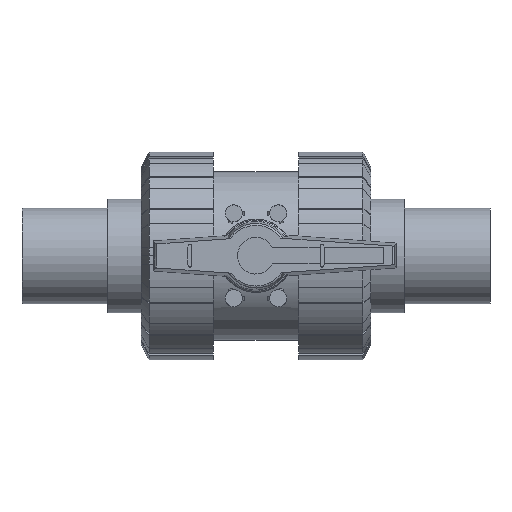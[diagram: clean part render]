
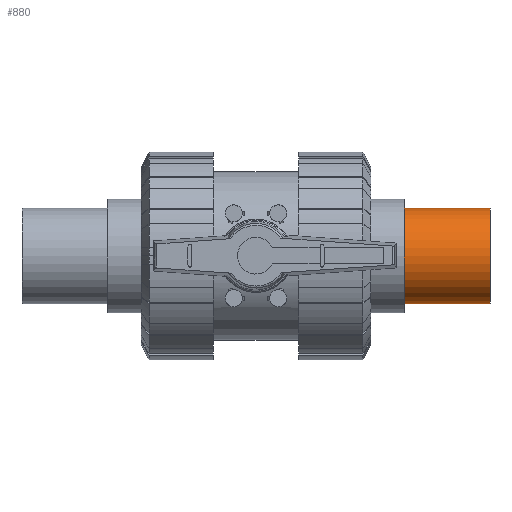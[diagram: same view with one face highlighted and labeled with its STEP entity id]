
A CAD part, top view. The second image highlights one B-rep face of the part: STEP entity #880.
In plain terms, the highlighted cylindrical face has radius 45 mm (diameter 90 mm), a partial arc.
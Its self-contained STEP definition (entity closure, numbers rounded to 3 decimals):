
#880=ADVANCED_FACE('',(#2004),#2005,.T.);
#2004=FACE_OUTER_BOUND('',#3437,.T.);
#2005=CYLINDRICAL_SURFACE('',#3438,45.0);
#3437=EDGE_LOOP('',(#5668,#5669,#5670,#5671));
#3438=AXIS2_PLACEMENT_3D('',#5672,#5673,#5674);
#5668=ORIENTED_EDGE('',*,*,#9363,.T.);
#5669=ORIENTED_EDGE('',*,*,#9409,.T.);
#5670=ORIENTED_EDGE('',*,*,#9414,.F.);
#5671=ORIENTED_EDGE('',*,*,#9407,.F.);
#5672=CARTESIAN_POINT('',(101.0,0.,100.0));
#5673=DIRECTION('',(1.0,0.,0.));
#5674=DIRECTION('',(0.,1.0,0.0));
#9363=EDGE_CURVE('',#11345,#11346,#11347,.T.);
#9407=EDGE_CURVE('',#11345,#11409,#11410,.T.);
#9409=EDGE_CURVE('',#11346,#11411,#11413,.T.);
#9414=EDGE_CURVE('',#11409,#11411,#11420,.T.);
#11345=VERTEX_POINT('',#14686);
#11346=VERTEX_POINT('',#14687);
#11347=CIRCLE('',#14688,45.0);
#11409=VERTEX_POINT('',#14760);
#11410=LINE('',#14761,#14762);
#11411=VERTEX_POINT('',#14763);
#11413=LINE('',#14765,#14766);
#11420=CIRCLE('',#14773,45.0);
#14686=CARTESIAN_POINT('',(135.993,45.0,100.0));
#14687=CARTESIAN_POINT('',(135.993,-45.0,100.0));
#14688=AXIS2_PLACEMENT_3D('',#19218,#19219,#19220);
#14760=CARTESIAN_POINT('',(220.5,45.0,100.0));
#14761=CARTESIAN_POINT('',(101.0,45.0,100.0));
#14762=VECTOR('',#19288,119.5);
#14763=CARTESIAN_POINT('',(220.5,-45.0,100.0));
#14765=CARTESIAN_POINT('',(101.0,-45.0,100.0));
#14766=VECTOR('',#19292,119.5);
#14773=AXIS2_PLACEMENT_3D('',#19299,#19300,#19301);
#19218=CARTESIAN_POINT('',(135.993,0.,100.0));
#19219=DIRECTION('',(1.0,0.,0.));
#19220=DIRECTION('',(0.,1.0,0.0));
#19288=DIRECTION('',(1.0,0.,0.));
#19292=DIRECTION('',(1.0,0.,0.));
#19299=CARTESIAN_POINT('',(220.5,0.,100.0));
#19300=DIRECTION('',(1.0,0.,0.));
#19301=DIRECTION('',(0.,1.0,0.));
